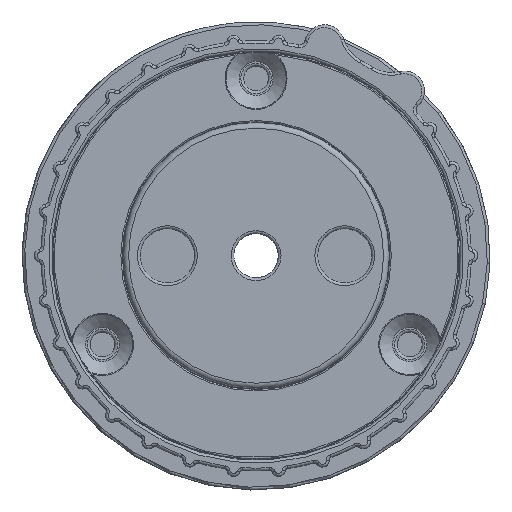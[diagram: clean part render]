
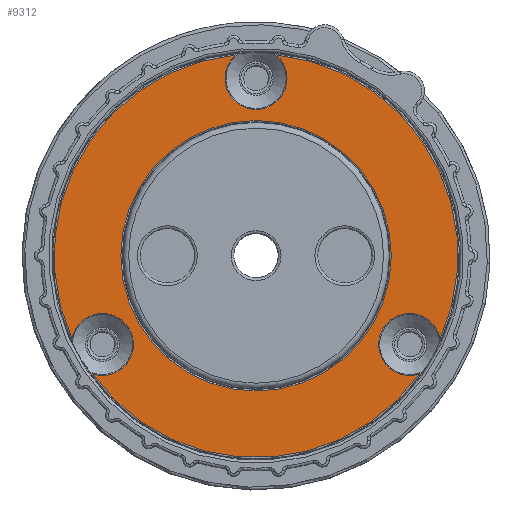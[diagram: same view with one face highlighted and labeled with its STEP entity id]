
A CAD part, top view. The second image highlights one B-rep face of the part: STEP entity #9312.
In plain terms, the highlighted planar face has unit normal (0, 0, 1).
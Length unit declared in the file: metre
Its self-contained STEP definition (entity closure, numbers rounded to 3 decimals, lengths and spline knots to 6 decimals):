
#1497=ORIENTED_EDGE('',*,*,#4405,.T.);
#1498=ORIENTED_EDGE('',*,*,#4406,.T.);
#1499=ORIENTED_EDGE('',*,*,#4407,.T.);
#1500=ORIENTED_EDGE('',*,*,#4408,.T.);
#1501=ORIENTED_EDGE('',*,*,#4409,.T.);
#1502=ORIENTED_EDGE('',*,*,#4410,.T.);
#1503=ORIENTED_EDGE('',*,*,#4411,.T.);
#4405=EDGE_CURVE('',#5871,#5871,#6781,.F.);
#4406=EDGE_CURVE('',#5872,#5873,#6782,.F.);
#4407=EDGE_CURVE('',#5873,#5874,#6783,.T.);
#4408=EDGE_CURVE('',#5874,#5875,#6784,.F.);
#4409=EDGE_CURVE('',#5875,#5876,#6785,.T.);
#4410=EDGE_CURVE('',#5876,#5877,#6786,.F.);
#4411=EDGE_CURVE('',#5877,#5872,#6787,.T.);
#5871=VERTEX_POINT('',#14893);
#5872=VERTEX_POINT('',#14895);
#5873=VERTEX_POINT('',#14896);
#5874=VERTEX_POINT('',#14898);
#5875=VERTEX_POINT('',#14900);
#5876=VERTEX_POINT('',#14902);
#5877=VERTEX_POINT('',#14904);
#6781=CIRCLE('',#10048,0.009681);
#6782=CIRCLE('',#10049,0.002221);
#6783=CIRCLE('',#10050,0.014455);
#6784=CIRCLE('',#10051,0.002221);
#6785=CIRCLE('',#10052,0.014455);
#6786=CIRCLE('',#10053,0.002221);
#6787=CIRCLE('',#10054,0.014455);
#7709=EDGE_LOOP('',(#1497));
#7710=EDGE_LOOP('',(#1498,#1499,#1500,#1501,#1502,#1503));
#8480=FACE_BOUND('',#7709,.T.);
#8481=FACE_BOUND('',#7710,.T.);
#9216=PLANE('',#10047);
#9312=ADVANCED_FACE('',(#8480,#8481),#9216,.T.);
#10047=AXIS2_PLACEMENT_3D('',#14891,#11627,#11628);
#10048=AXIS2_PLACEMENT_3D('',#14892,#11629,#11630);
#10049=AXIS2_PLACEMENT_3D('',#14894,#11631,#11632);
#10050=AXIS2_PLACEMENT_3D('',#14897,#11633,#11634);
#10051=AXIS2_PLACEMENT_3D('',#14899,#11635,#11636);
#10052=AXIS2_PLACEMENT_3D('',#14901,#11637,#11638);
#10053=AXIS2_PLACEMENT_3D('',#14903,#11639,#11640);
#10054=AXIS2_PLACEMENT_3D('',#14905,#11641,#11642);
#11627=DIRECTION('',(0.,0.,1.));
#11628=DIRECTION('',(1.,0.,0.));
#11629=DIRECTION('',(0.,0.,1.));
#11630=DIRECTION('',(1.,0.,0.));
#11631=DIRECTION('',(0.,0.,1.));
#11632=DIRECTION('',(1.,0.,0.));
#11633=DIRECTION('',(0.,0.,1.));
#11634=DIRECTION('',(1.,0.,0.));
#11635=DIRECTION('',(0.,0.,1.));
#11636=DIRECTION('',(1.,0.,0.));
#11637=DIRECTION('',(0.,0.,1.));
#11638=DIRECTION('',(1.,0.,0.));
#11639=DIRECTION('',(0.,0.,1.));
#11640=DIRECTION('',(1.,0.,0.));
#11641=DIRECTION('',(0.,0.,1.));
#11642=DIRECTION('',(1.,0.,0.));
#14891=CARTESIAN_POINT('',(-0.004301,0.002122,0.002631));
#14892=CARTESIAN_POINT('',(-0.004301,0.002122,0.002631));
#14893=CARTESIAN_POINT('',(0.00538,0.002122,0.002631));
#14894=CARTESIAN_POINT('',(0.006698,-0.004228,0.002631));
#14895=CARTESIAN_POINT('',(0.00743,-0.006324,0.002631));
#14896=CARTESIAN_POINT('',(0.008879,-0.003814,0.002631));
#14897=CARTESIAN_POINT('',(-0.004301,0.002122,0.002631));
#14898=CARTESIAN_POINT('',(-0.002851,0.016504,0.002631));
#14899=CARTESIAN_POINT('',(-0.004301,0.014822,0.002631));
#14900=CARTESIAN_POINT('',(-0.005751,0.016504,0.002631));
#14901=CARTESIAN_POINT('',(-0.004301,0.002122,0.002631));
#14902=CARTESIAN_POINT('',(-0.017481,-0.003814,0.002631));
#14903=CARTESIAN_POINT('',(-0.0153,-0.004228,0.002631));
#14904=CARTESIAN_POINT('',(-0.016031,-0.006324,0.002631));
#14905=CARTESIAN_POINT('',(-0.004301,0.002122,0.002631));
